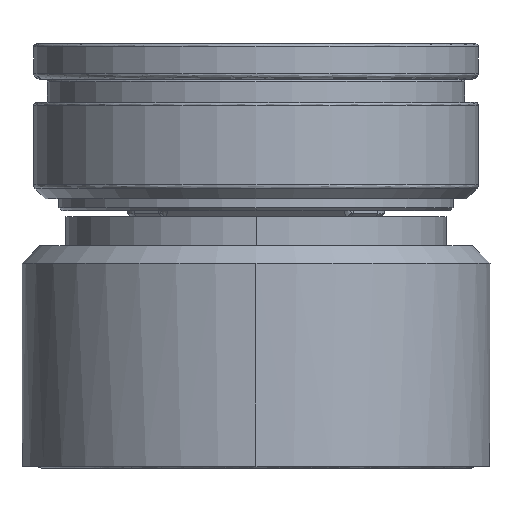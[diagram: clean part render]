
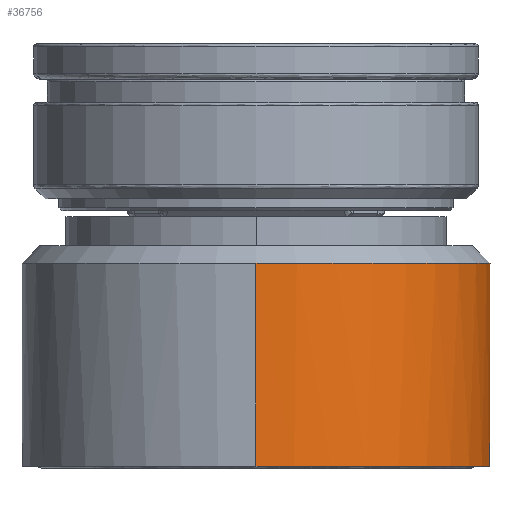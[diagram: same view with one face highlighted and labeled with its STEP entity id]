
A CAD part, left-side view. The second image highlights one B-rep face of the part: STEP entity #36756.
In plain terms, the highlighted cylindrical face has radius 40 mm (diameter 80 mm), a partial arc.
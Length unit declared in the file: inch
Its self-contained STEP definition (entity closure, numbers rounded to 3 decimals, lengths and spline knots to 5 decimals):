
#786 = VERTEX_POINT ( 'NONE', #40042 ) ;
#1795 = CARTESIAN_POINT ( 'NONE',  ( -1.5748, 0., 1.36614 ) ) ;
#3647 = FACE_OUTER_BOUND ( 'NONE', #48430, .T. ) ;
#5611 = ORIENTED_EDGE ( 'NONE', *, *, #42162, .T. ) ;
#6034 = VECTOR ( 'NONE', #44841, 39.37008 ) ;
#6261 = CIRCLE ( 'NONE', #9379, 1.5748 ) ;
#9379 = AXIS2_PLACEMENT_3D ( 'NONE', #31839, #37240, #55833 ) ;
#11042 = CARTESIAN_POINT ( 'NONE',  ( -1.5748, 0., 1.48425 ) ) ;
#16056 = DIRECTION ( 'NONE',  ( -1., 0., 0. ) ) ;
#16300 = ORIENTED_EDGE ( 'NONE', *, *, #20839, .T. ) ;
#17076 = CYLINDRICAL_SURFACE ( 'NONE', #29661, 1.5748 ) ;
#20839 = EDGE_CURVE ( 'NONE', #786, #43333, #52632, .T. ) ;
#21221 = AXIS2_PLACEMENT_3D ( 'NONE', #40902, #45700, #56104 ) ;
#21766 = CIRCLE ( 'NONE', #39558, 1.5748 ) ;
#28066 = ORIENTED_EDGE ( 'NONE', *, *, #52665, .T. ) ;
#28450 = VERTEX_POINT ( 'NONE', #29742 ) ;
#28484 = VERTEX_POINT ( 'NONE', #1795 ) ;
#28860 = DIRECTION ( 'NONE',  ( 0., 0., 1. ) ) ;
#28900 = DIRECTION ( 'NONE',  ( 0., 0., -1. ) ) ;
#29661 = AXIS2_PLACEMENT_3D ( 'NONE', #33702, #28900, #33912 ) ;
#29742 = CARTESIAN_POINT ( 'NONE',  ( -1.5748, 0., 0. ) ) ;
#31399 = LINE ( 'NONE', #11042, #6034 ) ;
#31839 = CARTESIAN_POINT ( 'NONE',  ( 0., 0., 1.36614 ) ) ;
#32764 = VERTEX_POINT ( 'NONE', #42148 ) ;
#33702 = CARTESIAN_POINT ( 'NONE',  ( 0., 0., 1.48425 ) ) ;
#33912 = DIRECTION ( 'NONE',  ( -1., 0., 0. ) ) ;
#36756 = ADVANCED_FACE ( 'NONE', ( #3647 ), #17076, .T. ) ;
#37240 = DIRECTION ( 'NONE',  ( 0., 0., -1. ) ) ;
#38060 = CARTESIAN_POINT ( 'NONE',  ( 0.82687, -1.34026, 1.48425 ) ) ;
#39558 = AXIS2_PLACEMENT_3D ( 'NONE', #39622, #39827, #16056 ) ;
#39622 = CARTESIAN_POINT ( 'NONE',  ( 0., 0., 1.36614 ) ) ;
#39827 = DIRECTION ( 'NONE',  ( 0., 0., -1. ) ) ;
#40042 = CARTESIAN_POINT ( 'NONE',  ( 0.82687, -1.34026, 0. ) ) ;
#40688 = VECTOR ( 'NONE', #28860, 39.37008 ) ;
#40902 = CARTESIAN_POINT ( 'NONE',  ( 0., 0., 0. ) ) ;
#42148 = CARTESIAN_POINT ( 'NONE',  ( 0., -1.5748, 1.36614 ) ) ;
#42162 = EDGE_CURVE ( 'NONE', #32764, #28484, #21766, .T. ) ;
#43333 = VERTEX_POINT ( 'NONE', #58349 ) ;
#44841 = DIRECTION ( 'NONE',  ( 0., 0., -1. ) ) ;
#45194 = ORIENTED_EDGE ( 'NONE', *, *, #48854, .T. ) ;
#45700 = DIRECTION ( 'NONE',  ( 0., 0., 1. ) ) ;
#47755 = EDGE_CURVE ( 'NONE', #28484, #28450, #31399, .T. ) ;
#48430 = EDGE_LOOP ( 'NONE', ( #5611, #48927, #45194, #16300, #28066 ) ) ;
#48854 = EDGE_CURVE ( 'NONE', #28450, #786, #52864, .T. ) ;
#48927 = ORIENTED_EDGE ( 'NONE', *, *, #47755, .T. ) ;
#52632 = LINE ( 'NONE', #38060, #40688 ) ;
#52665 = EDGE_CURVE ( 'NONE', #43333, #32764, #6261, .T. ) ;
#52864 = CIRCLE ( 'NONE', #21221, 1.5748 ) ;
#55833 = DIRECTION ( 'NONE',  ( -1., 0., 0. ) ) ;
#56104 = DIRECTION ( 'NONE',  ( -1., 0., 0. ) ) ;
#58349 = CARTESIAN_POINT ( 'NONE',  ( 0.82687, -1.34026, 1.36614 ) ) ;
